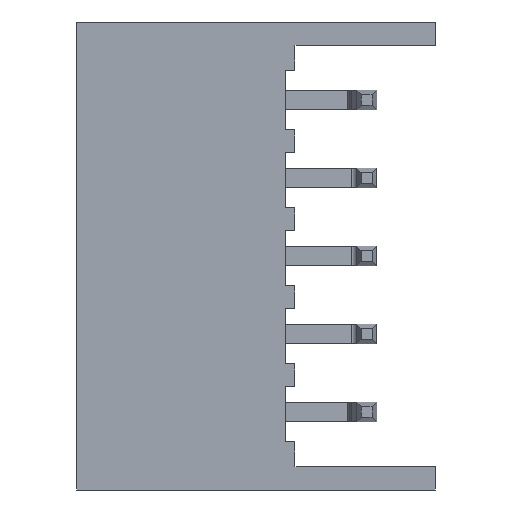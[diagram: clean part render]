
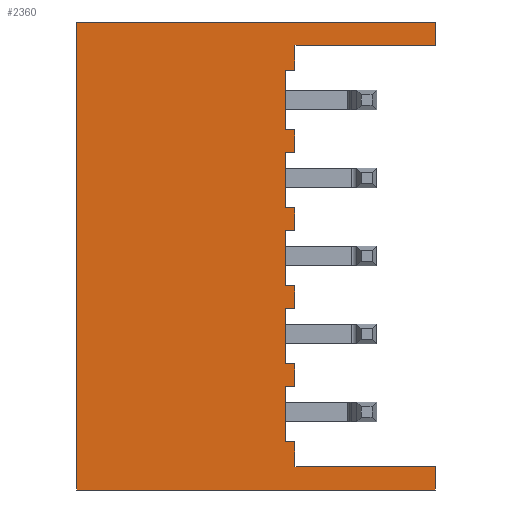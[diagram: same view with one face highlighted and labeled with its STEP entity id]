
A CAD part, front view. The second image highlights one B-rep face of the part: STEP entity #2360.
In plain terms, the highlighted planar face has unit normal (0, -1, 0).
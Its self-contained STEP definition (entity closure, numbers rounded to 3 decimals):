
#18=DIRECTION('',(1.,0.,0.));
#19=VECTOR('',#18,11.5);
#20=CARTESIAN_POINT('',(-5.75,-2.875,-7.5));
#21=LINE('',#20,#19);
#730=DIRECTION('',(1.,0.,0.));
#731=VECTOR('',#730,0.3);
#732=CARTESIAN_POINT('',(0.95,-2.875,-4.185));
#733=LINE('',#732,#731);
#734=DIRECTION('',(0.,0.,-1.));
#735=VECTOR('',#734,1.77);
#736=CARTESIAN_POINT('',(0.95,-2.875,-1.685));
#737=LINE('',#736,#735);
#738=DIRECTION('',(1.,0.,0.));
#739=VECTOR('',#738,0.3);
#740=CARTESIAN_POINT('',(0.95,-2.875,-3.455));
#741=LINE('',#740,#739);
#742=DIRECTION('',(0.,0.,-1.));
#743=VECTOR('',#742,1.765);
#744=CARTESIAN_POINT('',(0.95,-2.875,-4.185));
#745=LINE('',#744,#743);
#746=DIRECTION('',(1.,0.,0.));
#747=VECTOR('',#746,0.3);
#748=CARTESIAN_POINT('',(0.95,-2.875,-5.95));
#749=LINE('',#748,#747);
#750=DIRECTION('',(0.,0.,1.));
#751=VECTOR('',#750,0.8);
#752=CARTESIAN_POINT('',(1.25,-2.875,-6.75));
#753=LINE('',#752,#751);
#754=DIRECTION('',(-1.,0.,0.));
#755=VECTOR('',#754,4.5);
#756=CARTESIAN_POINT('',(5.75,-2.875,-6.75));
#757=LINE('',#756,#755);
#758=DIRECTION('',(0.,0.,1.));
#759=VECTOR('',#758,15.);
#760=CARTESIAN_POINT('',(-5.75,-2.875,-7.5));
#761=LINE('',#760,#759);
#762=DIRECTION('',(-1.,0.,0.));
#763=VECTOR('',#762,4.5);
#764=CARTESIAN_POINT('',(5.75,-2.875,6.75));
#765=LINE('',#764,#763);
#766=DIRECTION('',(0.,0.,1.));
#767=VECTOR('',#766,0.8);
#768=CARTESIAN_POINT('',(1.25,-2.875,5.95));
#769=LINE('',#768,#767);
#770=DIRECTION('',(1.,0.,0.));
#771=VECTOR('',#770,0.3);
#772=CARTESIAN_POINT('',(0.95,-2.875,5.95));
#773=LINE('',#772,#771);
#774=DIRECTION('',(0.,0.,-1.));
#775=VECTOR('',#774,1.905);
#776=CARTESIAN_POINT('',(0.95,-2.875,5.95));
#777=LINE('',#776,#775);
#778=DIRECTION('',(1.,0.,0.));
#779=VECTOR('',#778,0.3);
#780=CARTESIAN_POINT('',(0.95,-2.875,4.045));
#781=LINE('',#780,#779);
#782=DIRECTION('',(0.,0.,-1.));
#783=VECTOR('',#782,1.77);
#784=CARTESIAN_POINT('',(0.95,-2.875,3.315));
#785=LINE('',#784,#783);
#786=DIRECTION('',(1.,0.,0.));
#787=VECTOR('',#786,0.3);
#788=CARTESIAN_POINT('',(0.95,-2.875,1.545));
#789=LINE('',#788,#787);
#790=DIRECTION('',(0.,0.,-1.));
#791=VECTOR('',#790,1.77);
#792=CARTESIAN_POINT('',(0.95,-2.875,0.815));
#793=LINE('',#792,#791);
#794=DIRECTION('',(1.,0.,0.));
#795=VECTOR('',#794,0.3);
#796=CARTESIAN_POINT('',(0.95,-2.875,-0.955));
#797=LINE('',#796,#795);
#802=DIRECTION('',(0.,0.,-1.));
#803=VECTOR('',#802,0.73);
#804=CARTESIAN_POINT('',(1.25,-2.875,-3.455));
#805=LINE('',#804,#803);
#846=DIRECTION('',(0.,0.,1.));
#847=VECTOR('',#846,0.75);
#848=CARTESIAN_POINT('',(5.75,-2.875,6.75));
#849=LINE('',#848,#847);
#854=DIRECTION('',(0.,0.,1.));
#855=VECTOR('',#854,0.75);
#856=CARTESIAN_POINT('',(5.75,-2.875,-7.5));
#857=LINE('',#856,#855);
#882=DIRECTION('',(1.,0.,0.));
#883=VECTOR('',#882,11.5);
#884=CARTESIAN_POINT('',(-5.75,-2.875,7.5));
#885=LINE('',#884,#883);
#918=DIRECTION('',(0.,0.,-1.));
#919=VECTOR('',#918,0.73);
#920=CARTESIAN_POINT('',(1.25,-2.875,4.045));
#921=LINE('',#920,#919);
#934=DIRECTION('',(1.,0.,0.));
#935=VECTOR('',#934,0.3);
#936=CARTESIAN_POINT('',(0.95,-2.875,3.315));
#937=LINE('',#936,#935);
#942=DIRECTION('',(0.,0.,-1.));
#943=VECTOR('',#942,0.73);
#944=CARTESIAN_POINT('',(1.25,-2.875,1.545));
#945=LINE('',#944,#943);
#958=DIRECTION('',(1.,0.,0.));
#959=VECTOR('',#958,0.3);
#960=CARTESIAN_POINT('',(0.95,-2.875,0.815));
#961=LINE('',#960,#959);
#966=DIRECTION('',(0.,0.,-1.));
#967=VECTOR('',#966,0.73);
#968=CARTESIAN_POINT('',(1.25,-2.875,-0.955));
#969=LINE('',#968,#967);
#982=DIRECTION('',(1.,0.,0.));
#983=VECTOR('',#982,0.3);
#984=CARTESIAN_POINT('',(0.95,-2.875,-1.685));
#985=LINE('',#984,#983);
#1098=CARTESIAN_POINT('',(-5.75,-2.875,-7.5));
#1099=CARTESIAN_POINT('',(5.75,-2.875,-7.5));
#1100=VERTEX_POINT('',#1098);
#1101=VERTEX_POINT('',#1099);
#1108=CARTESIAN_POINT('',(-5.75,-2.875,7.5));
#1109=CARTESIAN_POINT('',(5.75,-2.875,7.5));
#1110=VERTEX_POINT('',#1108);
#1111=VERTEX_POINT('',#1109);
#1122=CARTESIAN_POINT('',(5.75,-2.875,6.75));
#1123=CARTESIAN_POINT('',(1.25,-2.875,6.75));
#1124=VERTEX_POINT('',#1122);
#1125=VERTEX_POINT('',#1123);
#1126=CARTESIAN_POINT('',(5.75,-2.875,-6.75));
#1127=CARTESIAN_POINT('',(1.25,-2.875,-6.75));
#1128=VERTEX_POINT('',#1126);
#1129=VERTEX_POINT('',#1127);
#1138=CARTESIAN_POINT('',(0.95,-2.875,5.95));
#1139=CARTESIAN_POINT('',(1.25,-2.875,5.95));
#1140=VERTEX_POINT('',#1138);
#1141=VERTEX_POINT('',#1139);
#1142=CARTESIAN_POINT('',(0.95,-2.875,-5.95));
#1143=CARTESIAN_POINT('',(1.25,-2.875,-5.95));
#1144=VERTEX_POINT('',#1142);
#1145=VERTEX_POINT('',#1143);
#1282=CARTESIAN_POINT('',(0.95,-2.875,4.045));
#1283=VERTEX_POINT('',#1282);
#1378=CARTESIAN_POINT('',(1.25,-2.875,4.045));
#1379=CARTESIAN_POINT('',(1.25,-2.875,3.315));
#1380=VERTEX_POINT('',#1378);
#1381=VERTEX_POINT('',#1379);
#1386=CARTESIAN_POINT('',(0.95,-2.875,3.315));
#1388=VERTEX_POINT('',#1386);
#1390=CARTESIAN_POINT('',(1.25,-2.875,1.545));
#1391=CARTESIAN_POINT('',(1.25,-2.875,0.815));
#1392=VERTEX_POINT('',#1390);
#1393=VERTEX_POINT('',#1391);
#1398=CARTESIAN_POINT('',(0.95,-2.875,0.815));
#1400=VERTEX_POINT('',#1398);
#1402=CARTESIAN_POINT('',(0.95,-2.875,1.545));
#1404=VERTEX_POINT('',#1402);
#1406=CARTESIAN_POINT('',(1.25,-2.875,-0.955));
#1407=CARTESIAN_POINT('',(1.25,-2.875,-1.685));
#1408=VERTEX_POINT('',#1406);
#1409=VERTEX_POINT('',#1407);
#1414=CARTESIAN_POINT('',(0.95,-2.875,-1.685));
#1416=VERTEX_POINT('',#1414);
#1418=CARTESIAN_POINT('',(0.95,-2.875,-0.955));
#1420=VERTEX_POINT('',#1418);
#1446=CARTESIAN_POINT('',(1.25,-2.875,-3.455));
#1447=CARTESIAN_POINT('',(1.25,-2.875,-4.185));
#1448=VERTEX_POINT('',#1446);
#1449=VERTEX_POINT('',#1447);
#1454=CARTESIAN_POINT('',(0.95,-2.875,-4.185));
#1456=VERTEX_POINT('',#1454);
#1458=CARTESIAN_POINT('',(0.95,-2.875,-3.455));
#1460=VERTEX_POINT('',#1458);
#2305=CARTESIAN_POINT('',(-5.75,-2.875,-7.5));
#2306=DIRECTION('',(0.,-1.,0.));
#2307=DIRECTION('',(1.,0.,0.));
#2308=AXIS2_PLACEMENT_3D('',#2305,#2306,#2307);
#2309=PLANE('',#2308);
#2310=ORIENTED_EDGE('',*,*,#1729,.T.);
#2312=ORIENTED_EDGE('',*,*,#2311,.T.);
#2314=ORIENTED_EDGE('',*,*,#2313,.T.);
#2315=ORIENTED_EDGE('',*,*,#2297,.F.);
#2316=ORIENTED_EDGE('',*,*,#1708,.T.);
#2318=ORIENTED_EDGE('',*,*,#2317,.T.);
#2320=ORIENTED_EDGE('',*,*,#2319,.F.);
#2322=ORIENTED_EDGE('',*,*,#2321,.F.);
#2324=ORIENTED_EDGE('',*,*,#2323,.F.);
#2325=ORIENTED_EDGE('',*,*,#1475,.F.);
#2326=ORIENTED_EDGE('',*,*,#2053,.T.);
#2328=ORIENTED_EDGE('',*,*,#2327,.T.);
#2330=ORIENTED_EDGE('',*,*,#2329,.F.);
#2332=ORIENTED_EDGE('',*,*,#2331,.T.);
#2334=ORIENTED_EDGE('',*,*,#2333,.F.);
#2336=ORIENTED_EDGE('',*,*,#2335,.F.);
#2337=ORIENTED_EDGE('',*,*,#1624,.T.);
#2339=ORIENTED_EDGE('',*,*,#2338,.T.);
#2341=ORIENTED_EDGE('',*,*,#2340,.T.);
#2343=ORIENTED_EDGE('',*,*,#2342,.F.);
#2344=ORIENTED_EDGE('',*,*,#1652,.T.);
#2346=ORIENTED_EDGE('',*,*,#2345,.T.);
#2348=ORIENTED_EDGE('',*,*,#2347,.T.);
#2350=ORIENTED_EDGE('',*,*,#2349,.F.);
#2351=ORIENTED_EDGE('',*,*,#1678,.T.);
#2353=ORIENTED_EDGE('',*,*,#2352,.T.);
#2355=ORIENTED_EDGE('',*,*,#2354,.T.);
#2357=ORIENTED_EDGE('',*,*,#2356,.F.);
#2358=EDGE_LOOP('',(#2310,#2312,#2314,#2315,#2316,#2318,#2320,#2322,#2324,#2325,
#2326,#2328,#2330,#2332,#2334,#2336,#2337,#2339,#2341,#2343,#2344,#2346,#2348,
#2350,#2351,#2353,#2355,#2357));
#2359=FACE_OUTER_BOUND('',#2358,.F.);
#2360=ADVANCED_FACE('',(#2359),#2309,.T.);
#1475=EDGE_CURVE('',#1100,#1101,#21,.T.);
#1624=EDGE_CURVE('',#1140,#1283,#777,.T.);
#1652=EDGE_CURVE('',#1388,#1404,#785,.T.);
#1678=EDGE_CURVE('',#1400,#1420,#793,.T.);
#1708=EDGE_CURVE('',#1456,#1144,#745,.T.);
#1729=EDGE_CURVE('',#1416,#1460,#737,.T.);
#2053=EDGE_CURVE('',#1100,#1110,#761,.T.);
#2297=EDGE_CURVE('',#1456,#1449,#733,.T.);
#2311=EDGE_CURVE('',#1460,#1448,#741,.T.);
#2313=EDGE_CURVE('',#1448,#1449,#805,.T.);
#2317=EDGE_CURVE('',#1144,#1145,#749,.T.);
#2319=EDGE_CURVE('',#1129,#1145,#753,.T.);
#2321=EDGE_CURVE('',#1128,#1129,#757,.T.);
#2323=EDGE_CURVE('',#1101,#1128,#857,.T.);
#2327=EDGE_CURVE('',#1110,#1111,#885,.T.);
#2329=EDGE_CURVE('',#1124,#1111,#849,.T.);
#2331=EDGE_CURVE('',#1124,#1125,#765,.T.);
#2333=EDGE_CURVE('',#1141,#1125,#769,.T.);
#2335=EDGE_CURVE('',#1140,#1141,#773,.T.);
#2338=EDGE_CURVE('',#1283,#1380,#781,.T.);
#2340=EDGE_CURVE('',#1380,#1381,#921,.T.);
#2342=EDGE_CURVE('',#1388,#1381,#937,.T.);
#2345=EDGE_CURVE('',#1404,#1392,#789,.T.);
#2347=EDGE_CURVE('',#1392,#1393,#945,.T.);
#2349=EDGE_CURVE('',#1400,#1393,#961,.T.);
#2352=EDGE_CURVE('',#1420,#1408,#797,.T.);
#2354=EDGE_CURVE('',#1408,#1409,#969,.T.);
#2356=EDGE_CURVE('',#1416,#1409,#985,.T.);
